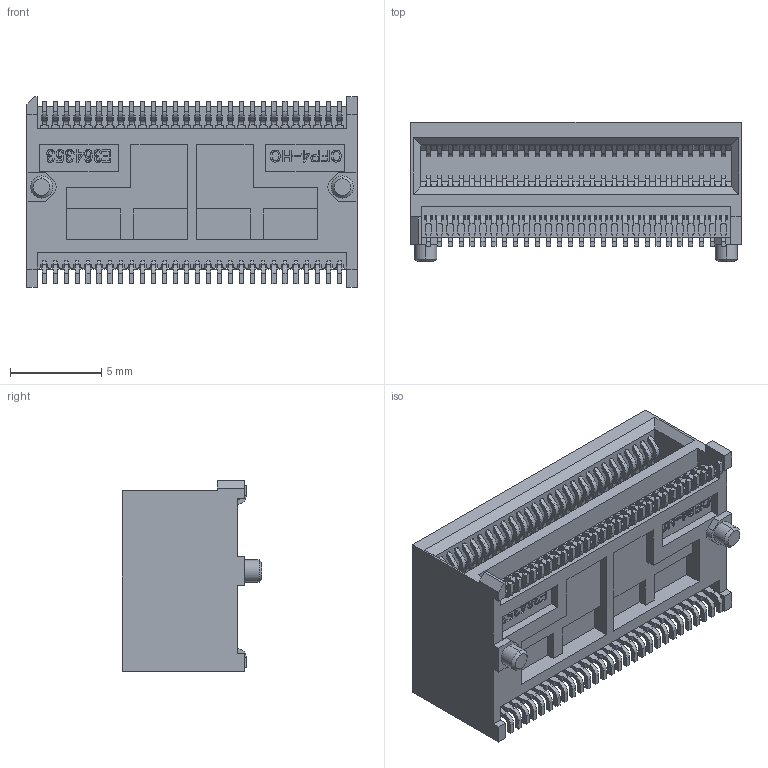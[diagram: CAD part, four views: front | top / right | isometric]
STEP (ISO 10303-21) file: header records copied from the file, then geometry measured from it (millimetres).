
FILE_DESCRIPTION (( 'STEP AP203' ), '1' );
FILE_NAME ('CFP4-Host_conn-B_20151215.STEP', '2015-12-15T09:19:50', ( 'admin' ), ( 'Hewlett-Packard Company' ), 'SwSTEP 2.0', 'SolidWorks 2014', '' );
FILE_SCHEMA (( 'CONFIG_CONTROL_DESIGN' ));
Products named in the file (1): CFP4-Host_conn-B_20151215
Bounding box: 18.1 x 7.65 x 10.45 mm (x, y, z)
Volume: 685.1 mm3; surface area: 1397.3 mm2
Topology: 1 solids, 1 shells, 5736 faces, 15484 edges, 9704 vertices
Faces by surface type: plane 3839, cylinder 1627, bspline 266, cone 4
Entity records: 182995 total; most frequent: CARTESIAN_POINT 40303, ORIENTED_EDGE 30968, DIRECTION 28200, EDGE_CURVE 15484, LINE 11526, VECTOR 11526, VERTEX_POINT 9704, AXIS2_PLACEMENT_3D 8337
